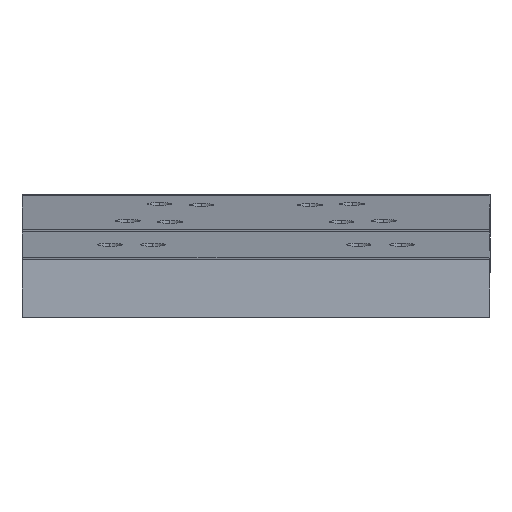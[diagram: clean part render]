
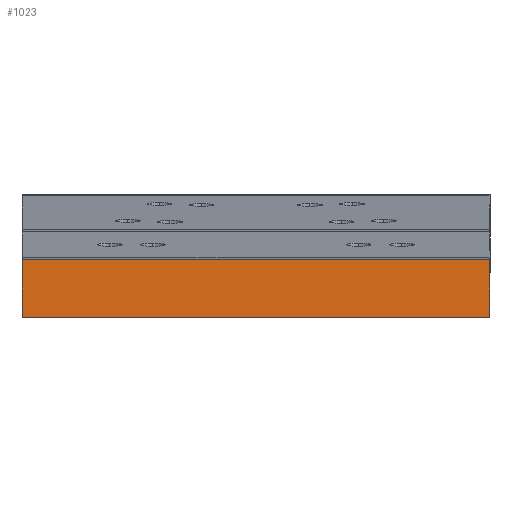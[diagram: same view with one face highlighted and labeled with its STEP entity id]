
A CAD part, left-side view. The second image highlights one B-rep face of the part: STEP entity #1023.
In plain terms, the highlighted planar face has unit normal (-1, 0, 0).
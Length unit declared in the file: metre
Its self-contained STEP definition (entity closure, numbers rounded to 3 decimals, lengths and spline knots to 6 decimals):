
#450 = CARTESIAN_POINT ( 'NONE',  ( -0.02, -0.076206, -0.01414 ) ) ;
#954 = ORIENTED_EDGE ( 'NONE', *, *, #966, .T. ) ;
#966 = EDGE_CURVE ( 'NONE', #3042, #1007, #2426, .T. ) ;
#997 = CARTESIAN_POINT ( 'NONE',  ( -0.02, 0.038, 0. ) ) ;
#1007 = VERTEX_POINT ( 'NONE', #450 ) ;
#1023 = ADVANCED_FACE ( 'NONE', ( #2136 ), #2223, .T. ) ;
#1086 = DIRECTION ( 'NONE',  ( 0., 0., -1. ) ) ;
#1112 = CARTESIAN_POINT ( 'NONE',  ( -0.02, 0.038, 0. ) ) ;
#1181 = CARTESIAN_POINT ( 'NONE',  ( -0.02, 0.038013, -0.01414 ) ) ;
#1487 = CARTESIAN_POINT ( 'NONE',  ( -0.02, -0.076206, 0. ) ) ;
#1532 = CARTESIAN_POINT ( 'NONE',  ( -0.02, 0.038, 0. ) ) ;
#1981 = LINE ( 'NONE', #1532, #2728 ) ;
#2039 = VECTOR ( 'NONE', #3599, 1. ) ;
#2100 = AXIS2_PLACEMENT_3D ( 'NONE', #1112, #3014, #2993 ) ;
#2136 = FACE_OUTER_BOUND ( 'NONE', #3055, .T. ) ;
#2223 = PLANE ( 'NONE',  #2100 ) ;
#2290 = CARTESIAN_POINT ( 'NONE',  ( -0.02, 0.038, -0.01414 ) ) ;
#2392 = ORIENTED_EDGE ( 'NONE', *, *, #4358, .F. ) ;
#2426 = LINE ( 'NONE', #1181, #3926 ) ;
#2432 = VERTEX_POINT ( 'NONE', #4590 ) ;
#2600 = ORIENTED_EDGE ( 'NONE', *, *, #3591, .T. ) ;
#2728 = VECTOR ( 'NONE', #3394, 1. ) ;
#2812 = VERTEX_POINT ( 'NONE', #2860 ) ;
#2860 = CARTESIAN_POINT ( 'NONE',  ( -0.02, 0.038, 0. ) ) ;
#2993 = DIRECTION ( 'NONE',  ( 0., 0., 1. ) ) ;
#3014 = DIRECTION ( 'NONE',  ( -1., 0., 0. ) ) ;
#3042 = VERTEX_POINT ( 'NONE', #2290 ) ;
#3055 = EDGE_LOOP ( 'NONE', ( #954, #2392, #3959, #2600 ) ) ;
#3321 = EDGE_CURVE ( 'NONE', #2812, #2432, #4287, .T. ) ;
#3339 = LINE ( 'NONE', #1487, #4430 ) ;
#3394 = DIRECTION ( 'NONE',  ( 0., 0., -1. ) ) ;
#3591 = EDGE_CURVE ( 'NONE', #2812, #3042, #1981, .T. ) ;
#3599 = DIRECTION ( 'NONE',  ( 0., -1., 0. ) ) ;
#3926 = VECTOR ( 'NONE', #4131, 1. ) ;
#3959 = ORIENTED_EDGE ( 'NONE', *, *, #3321, .F. ) ;
#4131 = DIRECTION ( 'NONE',  ( 0., -1., 0. ) ) ;
#4287 = LINE ( 'NONE', #997, #2039 ) ;
#4358 = EDGE_CURVE ( 'NONE', #2432, #1007, #3339, .T. ) ;
#4430 = VECTOR ( 'NONE', #1086, 1. ) ;
#4590 = CARTESIAN_POINT ( 'NONE',  ( -0.02, -0.076206, 0. ) ) ;
